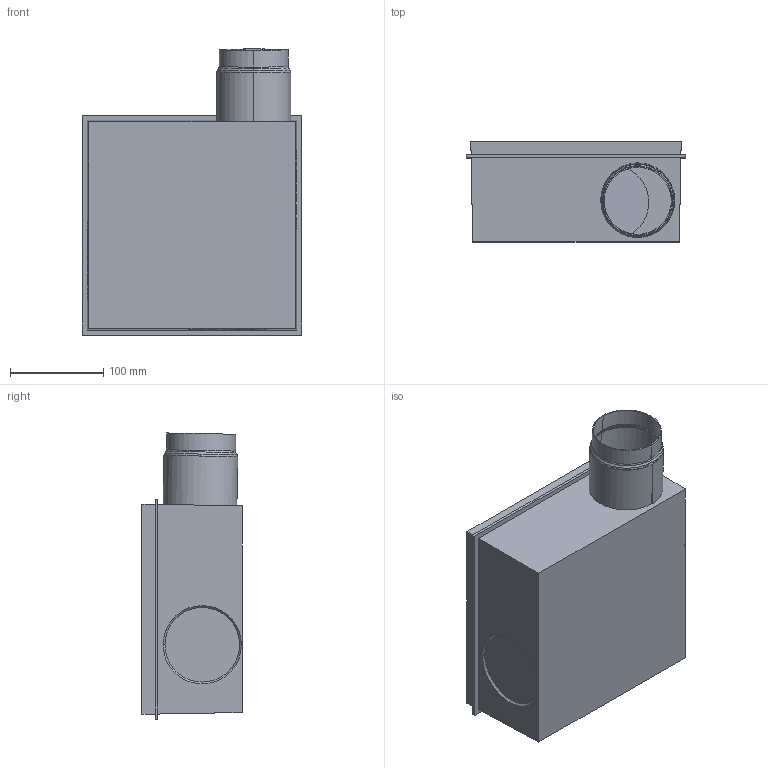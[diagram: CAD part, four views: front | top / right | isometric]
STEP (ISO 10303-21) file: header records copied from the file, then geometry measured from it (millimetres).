
FILE_DESCRIPTION (( 'STEP AP214' ), '1' );
FILE_NAME ('ER_UPD.STEP', '2015-06-17T11:02:54', ( '' ), ( '' ), 'SwSTEP 2.0', 'SolidWorks 2013', '' );
FILE_SCHEMA (( 'AUTOMOTIVE_DESIGN' ));
Length unit declared in the file: millimetre
Products named in the file (1): ER_UPD
Bounding box: 235 x 107 x 306.01 mm (x, y, z)
Volume: 338899.3 mm3; surface area: 323383 mm2
Topology: 1 solids, 1 shells, 51 faces, 126 edges, 84 vertices
Faces by surface type: plane 25, cone 10, bspline 8, cylinder 8
Entity records: 2093 total; most frequent: CARTESIAN_POINT 388, DIRECTION 270, ORIENTED_EDGE 252, EDGE_CURVE 126, AXIS2_PLACEMENT_3D 102, VERTEX_POINT 84, LINE 66, VECTOR 66
